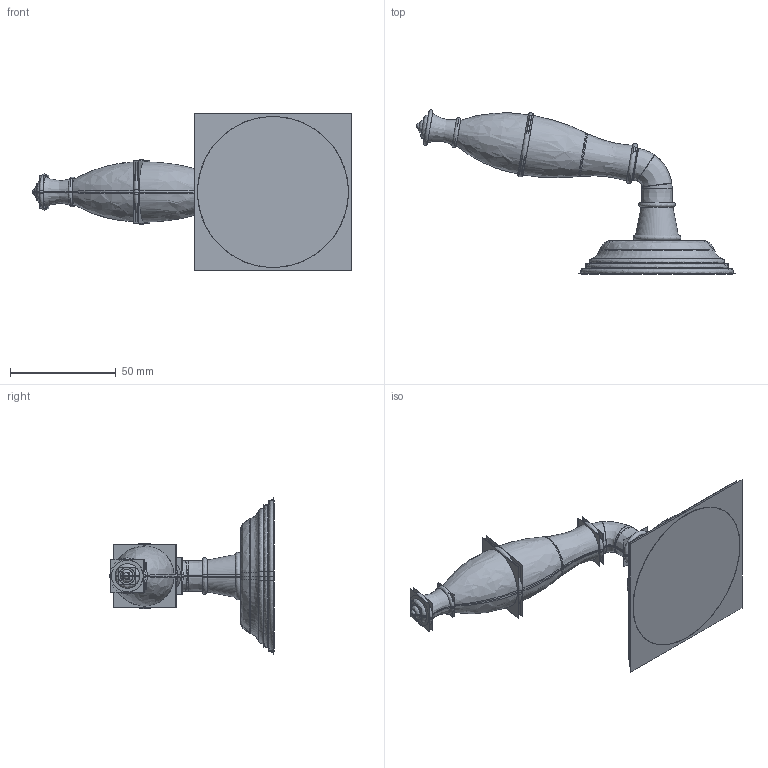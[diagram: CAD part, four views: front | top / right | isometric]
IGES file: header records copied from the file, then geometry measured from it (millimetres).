
Start section:  PTC IGES file: 0031DOR-ZZ-XX.igs
Global section: file name: 0031DOR-ZZ-XX.igs; native system: Creo Elements/Pro by Parametric Technology Corporation; preprocessor: 2015070; author: leo; organization: Unknown; date: 20200720.154838; units: inch
Bounding box: 150.8 x 77.6 x 74.28 mm (x, y, z)
Volume: 86917.5 mm3; surface area: 123076.5 mm2
Topology: 7 solids, 7 shells, 224 faces, 1030 edges, 1307 vertices
Faces by surface type: revolution 144, bspline 80
